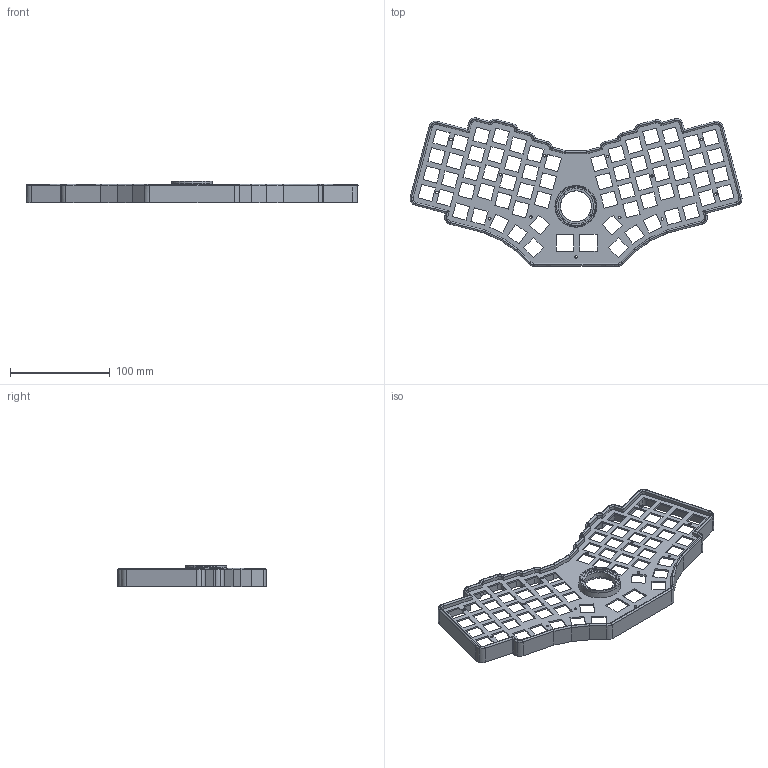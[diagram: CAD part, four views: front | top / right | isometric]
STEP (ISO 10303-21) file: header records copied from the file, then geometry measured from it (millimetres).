
FILE_DESCRIPTION(/* description */ (''),/* implementation_level */ '2;1');
FILE_NAME(/* name */ 'rock-on-cirque-center-encoders.step',/* time_stamp */ '2022-04-21T18:16:36-07:00',/* author */ (''),/* organization */ (''),/* preprocessor_version */ 'ST-DEVELOPER v18.1',/* originating_system */ 'Autodesk Translation Framework v10.14.0.1471',/* authorisation */ '');
FILE_SCHEMA (('AUTOMOTIVE_DESIGN { 1 0 10303 214 3 1 1 }'));
Length unit declared in the file: millimetre
Products named in the file (1): FusionComponent
Bounding box: 332.18 x 148.37 x 21.95 mm (x, y, z)
Volume: 70074 mm3; surface area: 79737.6 mm2
Topology: 1 solids, 1 shells, 595 faces, 1665 edges, 1075 vertices
Faces by surface type: plane 382, bspline 186, cylinder 20, cone 7
Full cylindrical faces by diameter (mm): 2.5 x13, 31 x2, 38.857 x1
Entity records: 31816 total; most frequent: CARTESIAN_POINT 17563, ORIENTED_EDGE 3340, DIRECTION 2112, EDGE_CURVE 1670, LINE 1160, VECTOR 1160, VERTEX_POINT 1080, EDGE_LOOP 762
